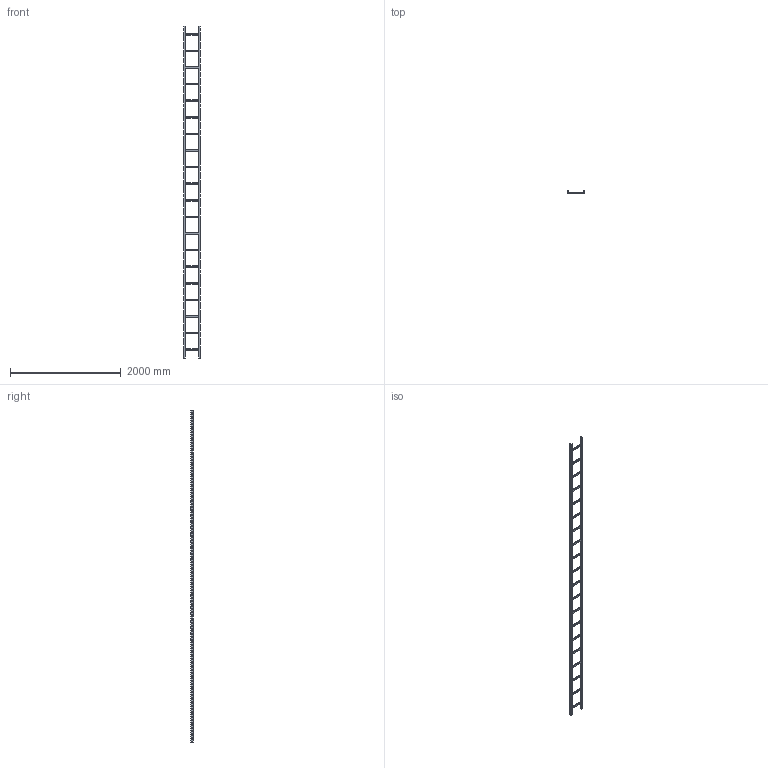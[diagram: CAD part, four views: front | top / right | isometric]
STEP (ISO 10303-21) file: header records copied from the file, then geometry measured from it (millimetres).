
FILE_DESCRIPTION((''),'2;1');
FILE_NAME('446130_PRT','2018-10-27T19:13:36',('tomasz.grudniewski'),(''),'CREO PARAMETRIC BY PTC INC, 2018260','CREO PARAMETRIC BY PTC INC, 2018260','');
FILE_SCHEMA(('CONFIG_CONTROL_DESIGN'));
Length unit declared in the file: millimetre
Products named in the file (1): 446130_PRT
Bounding box: 300 x 45 x 6000 mm (x, y, z)
Volume: 1696137.5 mm3; surface area: 2839794.4 mm2
Topology: 1 solids, 1 shells, 1436 faces, 4336 edges, 2864 vertices
Faces by surface type: plane 1264, cylinder 172
Entity records: 48918 total; most frequent: ORIENTED_EDGE 8672, CARTESIAN_POINT 8636, DIRECTION 7552, EDGE_CURVE 4336, VECTOR 3992, LINE 3992, VERTEX_POINT 2864, EDGE_LOOP 1916
